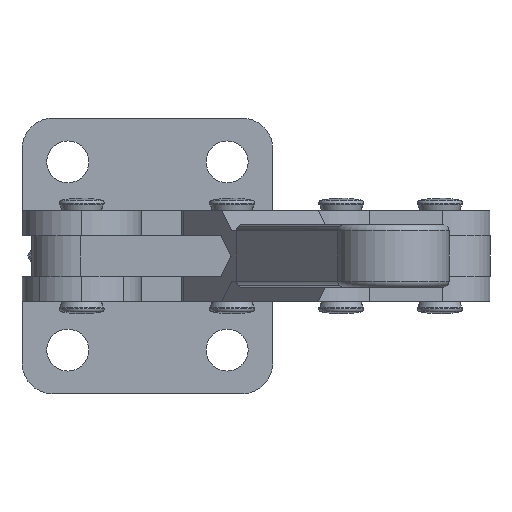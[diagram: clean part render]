
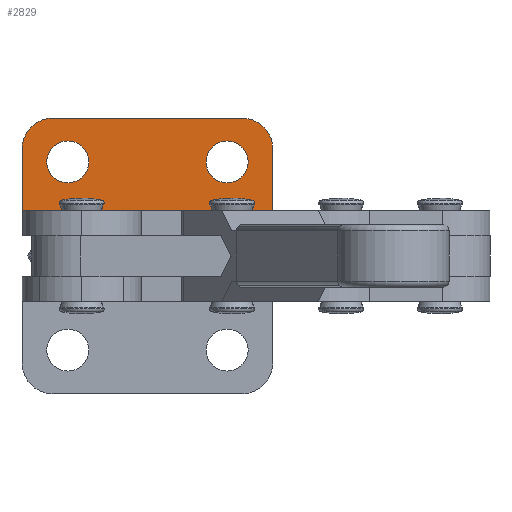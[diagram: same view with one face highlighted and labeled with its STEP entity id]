
A CAD part, front view. The second image highlights one B-rep face of the part: STEP entity #2829.
In plain terms, the highlighted planar face has unit normal (0, -1, 0).
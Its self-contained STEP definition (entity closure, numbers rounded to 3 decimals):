
#774=CARTESIAN_POINT('',(26.55,23.1,11.8));
#775=VERTEX_POINT('',#774);
#784=CARTESIAN_POINT('',(23.2,23.1,15.15));
#785=VERTEX_POINT('',#784);
#786=CARTESIAN_POINT('',(23.2,23.1,11.8));
#787=DIRECTION('',(0.0,-1.0,0.0));
#788=DIRECTION('',(-1.0,0.0,0.0));
#789=AXIS2_PLACEMENT_3D('',#786,#787,#788);
#790=CIRCLE('',#789,3.35);
#791=EDGE_CURVE('',#775,#785,#790,.T.);
#816=CARTESIAN_POINT('',(1.15,23.1,11.8));
#817=VERTEX_POINT('',#816);
#826=CARTESIAN_POINT('',(-2.2,23.1,15.15));
#827=VERTEX_POINT('',#826);
#828=CARTESIAN_POINT('',(-2.2,23.1,11.8));
#829=DIRECTION('',(0.0,1.0,0.0));
#830=DIRECTION('',(-1.0,0.0,0.0));
#831=AXIS2_PLACEMENT_3D('',#828,#829,#830);
#832=CIRCLE('',#831,3.35);
#833=EDGE_CURVE('',#827,#817,#832,.T.);
#984=CARTESIAN_POINT('',(-5.55,23.1,11.8));
#985=VERTEX_POINT('',#984);
#994=CARTESIAN_POINT('',(-2.2,23.1,8.45));
#995=VERTEX_POINT('',#994);
#996=CARTESIAN_POINT('',(-2.2,23.1,11.8));
#997=DIRECTION('',(0.0,1.0,0.0));
#998=DIRECTION('',(1.0,0.0,0.0));
#999=AXIS2_PLACEMENT_3D('',#996,#997,#998);
#1000=CIRCLE('',#999,3.35);
#1001=EDGE_CURVE('',#995,#985,#1000,.T.);
#1026=CARTESIAN_POINT('',(19.85,23.1,11.8));
#1027=VERTEX_POINT('',#1026);
#1036=CARTESIAN_POINT('',(23.2,23.1,8.45));
#1037=VERTEX_POINT('',#1036);
#1038=CARTESIAN_POINT('',(23.2,23.1,11.8));
#1039=DIRECTION('',(0.0,1.0,0.0));
#1040=DIRECTION('',(1.0,0.0,0.0));
#1041=AXIS2_PLACEMENT_3D('',#1038,#1039,#1040);
#1042=CIRCLE('',#1041,3.35);
#1043=EDGE_CURVE('',#1027,#1037,#1042,.F.);
#2335=CARTESIAN_POINT('',(23.2,23.1,11.8));
#2336=DIRECTION('',(0.0,1.0,0.0));
#2337=DIRECTION('',(1.0,0.0,0.0));
#2338=AXIS2_PLACEMENT_3D('',#2335,#2336,#2337);
#2339=CIRCLE('',#2338,3.35);
#2340=EDGE_CURVE('',#785,#1027,#2339,.F.);
#2359=CARTESIAN_POINT('',(-2.2,23.1,11.8));
#2360=DIRECTION('',(0.0,1.0,0.0));
#2361=DIRECTION('',(1.0,0.0,0.0));
#2362=AXIS2_PLACEMENT_3D('',#2359,#2360,#2361);
#2363=CIRCLE('',#2362,3.35);
#2364=EDGE_CURVE('',#985,#827,#2363,.T.);
#2460=CARTESIAN_POINT('',(30.5,23.1,4.));
#2461=VERTEX_POINT('',#2460);
#2553=CARTESIAN_POINT('',(-9.5,23.1,4.));
#2554=VERTEX_POINT('',#2553);
#2555=CARTESIAN_POINT('',(-9.5,23.1,4.));
#2556=DIRECTION('',(1.0,0.0,0.0));
#2557=VECTOR('',#2556,40.);
#2558=LINE('',#2555,#2557);
#2559=EDGE_CURVE('',#2554,#2461,#2558,.T.);
#2600=CARTESIAN_POINT('',(-4.5,23.1,18.8));
#2601=VERTEX_POINT('',#2600);
#2608=CARTESIAN_POINT('',(25.5,23.1,18.8));
#2609=VERTEX_POINT('',#2608);
#2610=CARTESIAN_POINT('',(25.5,23.1,18.8));
#2611=DIRECTION('',(-1.0,0.0,0.0));
#2612=VECTOR('',#2611,30.);
#2613=LINE('',#2610,#2612);
#2614=EDGE_CURVE('',#2609,#2601,#2613,.T.);
#2640=CARTESIAN_POINT('',(30.5,23.1,13.8));
#2641=VERTEX_POINT('',#2640);
#2642=CARTESIAN_POINT('',(25.5,23.1,13.8));
#2643=DIRECTION('',(0.0,1.0,0.0));
#2644=DIRECTION('',(0.0,0.0,-1.0));
#2645=AXIS2_PLACEMENT_3D('',#2642,#2643,#2644);
#2646=CIRCLE('',#2645,5.);
#2647=EDGE_CURVE('',#2641,#2609,#2646,.F.);
#2681=CARTESIAN_POINT('',(30.5,23.1,4.));
#2682=DIRECTION('',(0.0,0.0,1.0));
#2683=VECTOR('',#2682,9.8);
#2684=LINE('',#2681,#2683);
#2685=EDGE_CURVE('',#2461,#2641,#2684,.T.);
#2722=CARTESIAN_POINT('',(-9.5,23.1,13.8));
#2723=VERTEX_POINT('',#2722);
#2724=CARTESIAN_POINT('',(-9.5,23.1,13.8));
#2725=DIRECTION('',(0.0,0.0,-1.0));
#2726=VECTOR('',#2725,9.8);
#2727=LINE('',#2724,#2726);
#2728=EDGE_CURVE('',#2723,#2554,#2727,.T.);
#2755=CARTESIAN_POINT('',(-4.5,23.1,13.8));
#2756=DIRECTION('',(0.0,1.0,0.0));
#2757=DIRECTION('',(0.0,0.0,-1.0));
#2758=AXIS2_PLACEMENT_3D('',#2755,#2756,#2757);
#2759=CIRCLE('',#2758,5.);
#2760=EDGE_CURVE('',#2601,#2723,#2759,.F.);
#2788=CARTESIAN_POINT('',(-2.2,23.1,11.8));
#2789=DIRECTION('',(0.0,1.0,0.0));
#2790=DIRECTION('',(-1.0,0.0,0.0));
#2791=AXIS2_PLACEMENT_3D('',#2788,#2789,#2790);
#2792=CIRCLE('',#2791,3.35);
#2793=EDGE_CURVE('',#817,#995,#2792,.T.);
#2798=CARTESIAN_POINT('',(-11.5,23.1,19.54));
#2799=DIRECTION('',(0.0,-1.0,0.0));
#2800=DIRECTION('',(0.0,0.0,-1.0));
#2801=AXIS2_PLACEMENT_3D('',#2798,#2799,#2800);
#2802=PLANE('',#2801);
#2803=ORIENTED_EDGE('',*,*,#2728,.T.);
#2804=ORIENTED_EDGE('',*,*,#2559,.T.);
#2805=ORIENTED_EDGE('',*,*,#2685,.T.);
#2806=ORIENTED_EDGE('',*,*,#2647,.T.);
#2807=ORIENTED_EDGE('',*,*,#2614,.T.);
#2808=ORIENTED_EDGE('',*,*,#2760,.T.);
#2809=EDGE_LOOP('',(#2803,#2804,#2805,#2806,#2807,#2808));
#2810=FACE_OUTER_BOUND('',#2809,.T.);
#2811=ORIENTED_EDGE('',*,*,#833,.T.);
#2812=ORIENTED_EDGE('',*,*,#2793,.T.);
#2813=ORIENTED_EDGE('',*,*,#1001,.T.);
#2814=ORIENTED_EDGE('',*,*,#2364,.T.);
#2815=EDGE_LOOP('',(#2811,#2812,#2813,#2814));
#2816=FACE_BOUND('',#2815,.T.);
#2817=ORIENTED_EDGE('',*,*,#2340,.F.);
#2818=ORIENTED_EDGE('',*,*,#791,.F.);
#2819=CARTESIAN_POINT('',(23.2,23.1,11.8));
#2820=DIRECTION('',(0.0,-1.0,0.0));
#2821=DIRECTION('',(-1.0,0.0,0.0));
#2822=AXIS2_PLACEMENT_3D('',#2819,#2820,#2821);
#2823=CIRCLE('',#2822,3.35);
#2824=EDGE_CURVE('',#1037,#775,#2823,.T.);
#2825=ORIENTED_EDGE('',*,*,#2824,.F.);
#2826=ORIENTED_EDGE('',*,*,#1043,.F.);
#2827=EDGE_LOOP('',(#2817,#2818,#2825,#2826));
#2828=FACE_BOUND('',#2827,.T.);
#2829=ADVANCED_FACE('',(#2810,#2816,#2828),#2802,.T.);
